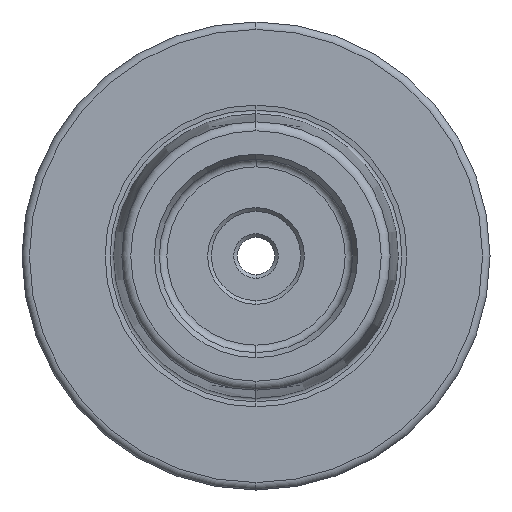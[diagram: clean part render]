
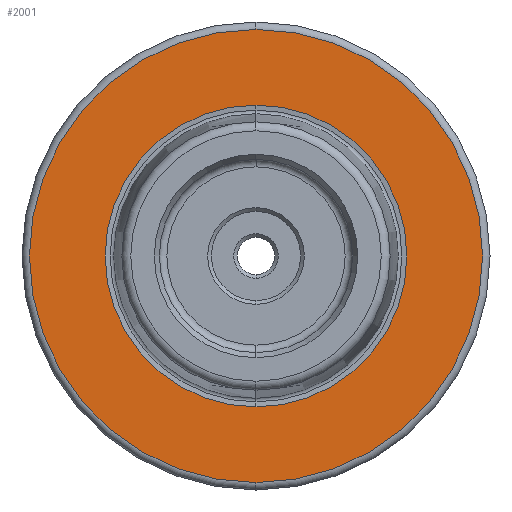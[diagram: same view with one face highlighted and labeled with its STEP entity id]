
A CAD part, left-side view. The second image highlights one B-rep face of the part: STEP entity #2001.
In plain terms, the highlighted planar face has unit normal (-1, 0, 0).
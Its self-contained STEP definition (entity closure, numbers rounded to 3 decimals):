
#285 = CARTESIAN_POINT ( 'NONE',  ( 0., 0., 0. ) ) ;
#286 = DIRECTION ( 'NONE',  ( 1., 0., 0. ) ) ;
#291 = DIRECTION ( 'NONE',  ( 0., 0., -1. ) ) ;
#2001 = ADVANCED_FACE ( 'NONE', ( #5214, #5212 ), #9539, .T. ) ;
#2429 = EDGE_CURVE ( 'NONE', #2643, #2598, #12596, .T. ) ;
#2598 = VERTEX_POINT ( 'NONE', #14587 ) ;
#2643 = VERTEX_POINT ( 'NONE', #14630 ) ;
#3006 = VERTEX_POINT ( 'NONE', #14666 ) ;
#3043 = VERTEX_POINT ( 'NONE', #14690 ) ;
#3457 = ORIENTED_EDGE ( 'NONE', *, *, #3855, .T. ) ;
#3460 = ORIENTED_EDGE ( 'NONE', *, *, #3683, .T. ) ;
#3462 = ORIENTED_EDGE ( 'NONE', *, *, #2429, .T. ) ;
#3480 = ORIENTED_EDGE ( 'NONE', *, *, #3691, .T. ) ;
#3683 = EDGE_CURVE ( 'NONE', #2598, #2643, #12627, .T. ) ;
#3691 = EDGE_CURVE ( 'NONE', #3006, #3043, #12698, .T. ) ;
#3855 = EDGE_CURVE ( 'NONE', #3043, #3006, #12824, .T. ) ;
#4337 = EDGE_LOOP ( 'NONE', ( #3457, #3480 ) ) ;
#4417 = EDGE_LOOP ( 'NONE', ( #3462, #3460 ) ) ;
#4737 = AXIS2_PLACEMENT_3D ( 'NONE', #9546, #9558, #9548 ) ;
#5212 = FACE_BOUND ( 'NONE', #4337, .T. ) ;
#5214 = FACE_OUTER_BOUND ( 'NONE', #4417, .T. ) ;
#9539 = PLANE ( 'NONE',  #4737 ) ;
#9546 = CARTESIAN_POINT ( 'NONE',  ( 0., 20.308, 0. ) ) ;
#9548 = DIRECTION ( 'NONE',  ( 0., 0., 1. ) ) ;
#9558 = DIRECTION ( 'NONE',  ( -1., 0., 0. ) ) ;
#12340 = AXIS2_PLACEMENT_3D ( 'NONE', #285, #286, #291 ) ;
#12512 = AXIS2_PLACEMENT_3D ( 'NONE', #13700, #13694, #13695 ) ;
#12555 = AXIS2_PLACEMENT_3D ( 'NONE', #14846, #14849, #14864 ) ;
#12569 = AXIS2_PLACEMENT_3D ( 'NONE', #14842, #14843, #14844 ) ;
#12596 = CIRCLE ( 'NONE', #12512, 30.5 ) ;
#12627 = CIRCLE ( 'NONE', #12555, 30.5 ) ;
#12698 = CIRCLE ( 'NONE', #12569, 20.308 ) ;
#12824 = CIRCLE ( 'NONE', #12340, 20.308 ) ;
#13694 = DIRECTION ( 'NONE',  ( -1., 0., 0. ) ) ;
#13695 = DIRECTION ( 'NONE',  ( 0., 0., 1. ) ) ;
#13700 = CARTESIAN_POINT ( 'NONE',  ( 0., 0., 0. ) ) ;
#14587 = CARTESIAN_POINT ( 'NONE',  ( 0., 0., -30.5 ) ) ;
#14630 = CARTESIAN_POINT ( 'NONE',  ( 0., 0., 30.5 ) ) ;
#14666 = CARTESIAN_POINT ( 'NONE',  ( 0., 0., -20.308 ) ) ;
#14690 = CARTESIAN_POINT ( 'NONE',  ( 0., 0., 20.308 ) ) ;
#14842 = CARTESIAN_POINT ( 'NONE',  ( 0., 0., 0. ) ) ;
#14843 = DIRECTION ( 'NONE',  ( 1., 0., 0. ) ) ;
#14844 = DIRECTION ( 'NONE',  ( 0., 0., -1. ) ) ;
#14846 = CARTESIAN_POINT ( 'NONE',  ( 0., 0., 0. ) ) ;
#14849 = DIRECTION ( 'NONE',  ( -1., 0., 0. ) ) ;
#14864 = DIRECTION ( 'NONE',  ( 0., 0., 1. ) ) ;
